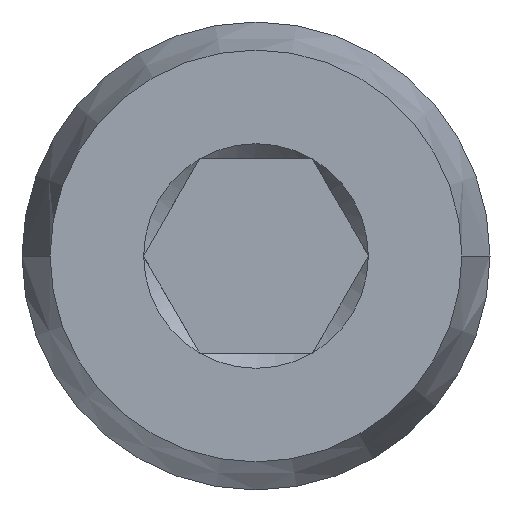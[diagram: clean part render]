
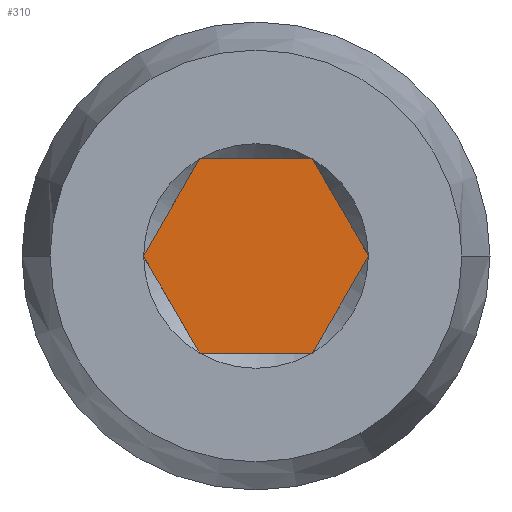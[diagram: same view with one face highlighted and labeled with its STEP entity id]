
A CAD part, front view. The second image highlights one B-rep face of the part: STEP entity #310.
In plain terms, the highlighted planar face has unit normal (0, -1, 0).
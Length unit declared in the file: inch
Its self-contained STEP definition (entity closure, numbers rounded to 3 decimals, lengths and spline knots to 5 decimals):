
#46 = PLANE ( 'NONE',  #404 ) ;
#69 = VERTEX_POINT ( 'NONE', #409 ) ;
#143 = VECTOR ( 'NONE', #830, 39.37008 ) ;
#171 = CARTESIAN_POINT ( 'NONE',  ( 0.56054, 0.06297, 1.2263 ) ) ;
#263 = CARTESIAN_POINT ( 'NONE',  ( 0.53799, 0.06297, 1.18724 ) ) ;
#265 = DIRECTION ( 'NONE',  ( 0., -1., 0. ) ) ;
#266 = ORIENTED_EDGE ( 'NONE', *, *, #988, .T. ) ;
#290 = ORIENTED_EDGE ( 'NONE', *, *, #1015, .T. ) ;
#310 = ADVANCED_FACE ( 'NONE', ( #420 ), #46, .T. ) ;
#314 = DIRECTION ( 'NONE',  ( 0., 0., -1. ) ) ;
#335 = CARTESIAN_POINT ( 'NONE',  ( 0.51544, 0.06297, 1.14818 ) ) ;
#390 = VECTOR ( 'NONE', #800, 39.37008 ) ;
#404 = AXIS2_PLACEMENT_3D ( 'NONE', #263, #265, #314 ) ;
#409 = CARTESIAN_POINT ( 'NONE',  ( 0.5831, 0.06297, 1.18724 ) ) ;
#420 = FACE_OUTER_BOUND ( 'NONE', #1218, .T. ) ;
#422 = LINE ( 'NONE', #1093, #782 ) ;
#450 = ORIENTED_EDGE ( 'NONE', *, *, #1007, .T. ) ;
#452 = DIRECTION ( 'NONE',  ( 0.5, 0., -0.866 ) ) ;
#454 = LINE ( 'NONE', #846, #143 ) ;
#643 = LINE ( 'NONE', #1109, #822 ) ;
#652 = CARTESIAN_POINT ( 'NONE',  ( 0.56054, 0.06297, 1.14818 ) ) ;
#658 = CARTESIAN_POINT ( 'NONE',  ( 0.51544, 0.06297, 1.2263 ) ) ;
#680 = LINE ( 'NONE', #1056, #1280 ) ;
#776 = CARTESIAN_POINT ( 'NONE',  ( 0.49289, 0.06297, 1.18724 ) ) ;
#782 = VECTOR ( 'NONE', #1102, 39.37008 ) ;
#792 = CARTESIAN_POINT ( 'NONE',  ( 0.5831, 0.06297, 1.18724 ) ) ;
#800 = DIRECTION ( 'NONE',  ( -0.5, 0., 0.866 ) ) ;
#822 = VECTOR ( 'NONE', #1100, 39.37008 ) ;
#830 = DIRECTION ( 'NONE',  ( -1., 0., 0. ) ) ;
#846 = CARTESIAN_POINT ( 'NONE',  ( 0.56054, 0.06297, 1.2263 ) ) ;
#868 = ORIENTED_EDGE ( 'NONE', *, *, #977, .T. ) ;
#877 = DIRECTION ( 'NONE',  ( -0.5, 0., -0.866 ) ) ;
#965 = CARTESIAN_POINT ( 'NONE',  ( 0.51544, 0.06297, 1.2263 ) ) ;
#966 = EDGE_CURVE ( 'NONE', #1076, #69, #643, .T. ) ;
#977 = EDGE_CURVE ( 'NONE', #1253, #1076, #422, .T. ) ;
#988 = EDGE_CURVE ( 'NONE', #1044, #1253, #680, .T. ) ;
#1007 = EDGE_CURVE ( 'NONE', #1090, #1044, #1023, .T. ) ;
#1015 = EDGE_CURVE ( 'NONE', #1321, #1090, #454, .T. ) ;
#1023 = LINE ( 'NONE', #965, #1304 ) ;
#1031 = EDGE_CURVE ( 'NONE', #69, #1321, #1274, .T. ) ;
#1044 = VERTEX_POINT ( 'NONE', #776 ) ;
#1056 = CARTESIAN_POINT ( 'NONE',  ( 0.49289, 0.06297, 1.18724 ) ) ;
#1076 = VERTEX_POINT ( 'NONE', #652 ) ;
#1090 = VERTEX_POINT ( 'NONE', #658 ) ;
#1093 = CARTESIAN_POINT ( 'NONE',  ( 0.51544, 0.06297, 1.14818 ) ) ;
#1100 = DIRECTION ( 'NONE',  ( 0.5, 0., 0.866 ) ) ;
#1102 = DIRECTION ( 'NONE',  ( 1., 0., 0. ) ) ;
#1109 = CARTESIAN_POINT ( 'NONE',  ( 0.56054, 0.06297, 1.14818 ) ) ;
#1142 = ORIENTED_EDGE ( 'NONE', *, *, #1031, .T. ) ;
#1161 = ORIENTED_EDGE ( 'NONE', *, *, #966, .T. ) ;
#1218 = EDGE_LOOP ( 'NONE', ( #1161, #1142, #290, #450, #266, #868 ) ) ;
#1253 = VERTEX_POINT ( 'NONE', #335 ) ;
#1274 = LINE ( 'NONE', #792, #390 ) ;
#1280 = VECTOR ( 'NONE', #452, 39.37008 ) ;
#1304 = VECTOR ( 'NONE', #877, 39.37008 ) ;
#1321 = VERTEX_POINT ( 'NONE', #171 ) ;
